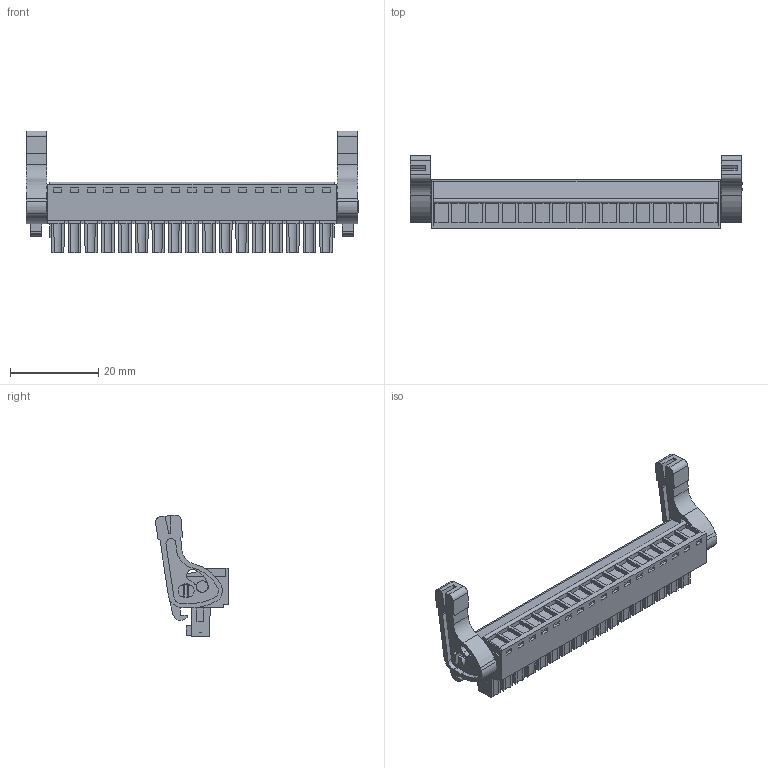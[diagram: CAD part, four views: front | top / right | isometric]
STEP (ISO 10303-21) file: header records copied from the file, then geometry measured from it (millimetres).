
FILE_DESCRIPTION(('CATIA V5 STEP','CAx-IF Rec.Pracs.--- Model Styling and Organization---1.2---2011-12-15'),'2;1');
FILE_NAME ('D1462210_0_2442440000_2442440000.stp','2017-07-31T14:42:25+00:00',('none'),('Weidmueller'),'CATIA Version 5-6 Release 2014','CATIA V5 STEP AP214','none');
FILE_SCHEMA(('AUTOMOTIVE_DESIGN { 1 0 10303 214 1 1 1 1 }'));
Length unit declared in the file: millimetre
Products named in the file (1): 2442440000
Bounding box: 75.36 x 16.55 x 27.68 mm (x, y, z)
Volume: 7846 mm3; surface area: 7764.5 mm2
Topology: 20 solids, 20 shells, 1004 faces, 2589 edges, 1712 vertices
Faces by surface type: plane 787, cylinder 217
Entity records: 27467 total; most frequent: ORIENTED_EDGE 5170, CARTESIAN_POINT 5005, DIRECTION 3548, EDGE_CURVE 2585, VECTOR 2027, LINE 2027, VERTEX_POINT 1712, EDGE_LOOP 1105
